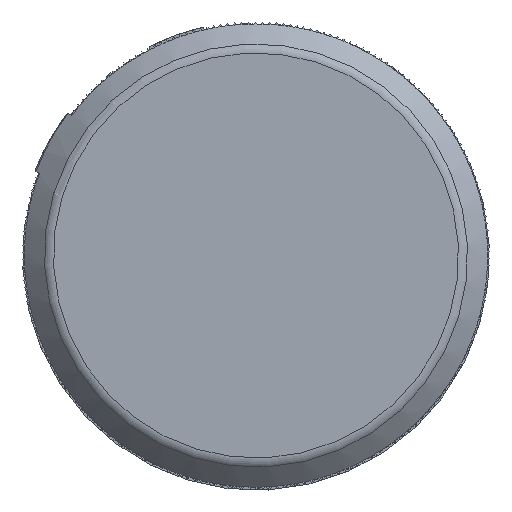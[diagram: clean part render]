
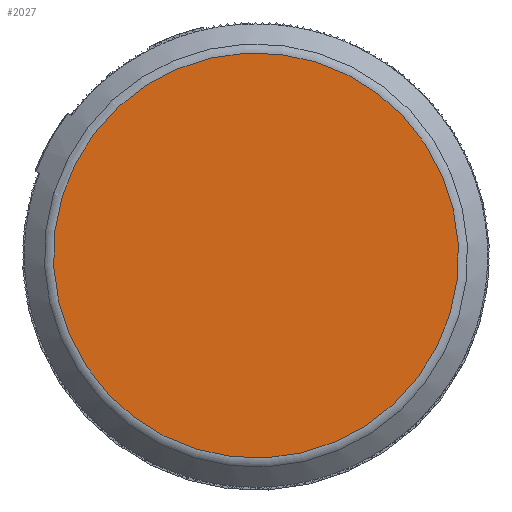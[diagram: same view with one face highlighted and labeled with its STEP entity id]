
A CAD part, top view. The second image highlights one B-rep face of the part: STEP entity #2027.
In plain terms, the highlighted planar face has unit normal (0, 0, 1).
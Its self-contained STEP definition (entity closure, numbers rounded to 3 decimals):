
#2027=ADVANCED_FACE('',(#5217),#3774,.F.);
#3774=PLANE('',#32898);
#5217=FACE_OUTER_BOUND('',#7098,.T.);
#7098=EDGE_LOOP('',(#15470));
#8928=CIRCLE('',#32897,31.672);
#15470=ORIENTED_EDGE('',*,*,#25519,.T.);
#21866=VERTEX_POINT('',#51125);
#25519=EDGE_CURVE('',#21866,#21866,#8928,.T.);
#32897=AXIS2_PLACEMENT_3D('',#51124,#38438,#38439);
#32898=AXIS2_PLACEMENT_3D('',#51126,#38440,#38441);
#38438=DIRECTION('',(0.,0.,1.));
#38439=DIRECTION('',(-0.956,0.292,0.));
#38440=DIRECTION('',(0.,0.,-1.));
#38441=DIRECTION('',(-0.956,0.292,0.));
#51124=CARTESIAN_POINT('',(0.,0.,
65.95));
#51125=CARTESIAN_POINT('',(-30.288,9.26,65.95));
#51126=CARTESIAN_POINT('',(9.502,31.08,65.95));
